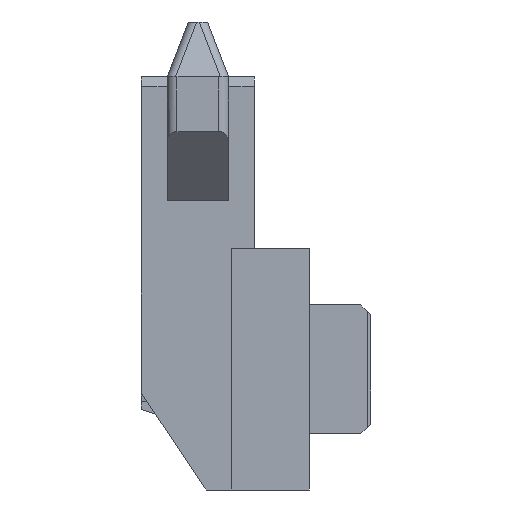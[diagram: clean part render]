
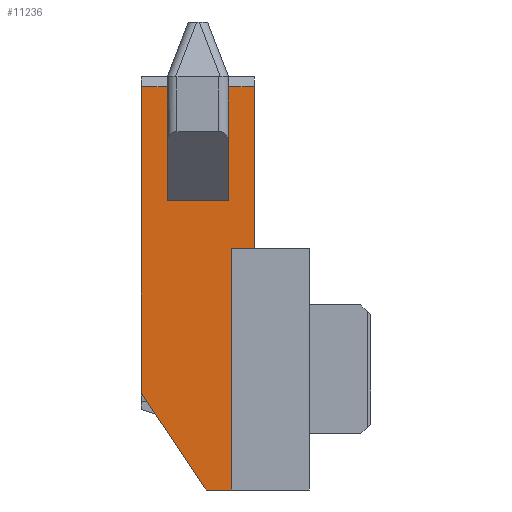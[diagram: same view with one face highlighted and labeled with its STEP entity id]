
A CAD part, left-side view. The second image highlights one B-rep face of the part: STEP entity #11236.
In plain terms, the highlighted planar face has unit normal (-1, 0, 0).
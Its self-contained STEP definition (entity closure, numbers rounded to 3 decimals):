
#880=DIRECTION('',(0.,-1.,0.));
#881=VECTOR('',#880,0.8);
#882=CARTESIAN_POINT('',(-18.095,1.75,-0.3));
#883=LINE('',#882,#881);
#884=DIRECTION('',(0.,0.,-1.));
#885=VECTOR('',#884,3.519);
#886=CARTESIAN_POINT('',(-18.095,0.95,-0.3));
#887=LINE('',#886,#885);
#888=DIRECTION('',(0.,1.,0.));
#889=VECTOR('',#888,1.9);
#890=CARTESIAN_POINT('',(-18.095,-0.95,-3.819));
#891=LINE('',#890,#889);
#892=DIRECTION('',(0.,0.,-1.));
#893=VECTOR('',#892,3.519);
#894=CARTESIAN_POINT('',(-18.095,-0.95,-0.3));
#895=LINE('',#894,#893);
#896=DIRECTION('',(0.,-1.,0.));
#897=VECTOR('',#896,0.8);
#898=CARTESIAN_POINT('',(-18.095,-0.95,-0.3));
#899=LINE('',#898,#897);
#900=DIRECTION('',(0.,0.,-1.));
#901=VECTOR('',#900,5.03);
#902=CARTESIAN_POINT('',(-18.095,-1.75,-0.3));
#903=LINE('',#902,#901);
#904=DIRECTION('',(0.,1.,0.));
#905=VECTOR('',#904,0.7);
#906=CARTESIAN_POINT('',(-18.095,-1.75,-5.33));
#907=LINE('',#906,#905);
#908=DIRECTION('',(0.,0.,1.));
#909=VECTOR('',#908,7.48);
#910=CARTESIAN_POINT('',(-18.095,-1.05,-12.81));
#911=LINE('',#910,#909);
#912=DIRECTION('',(0.,1.,0.));
#913=VECTOR('',#912,0.8);
#914=CARTESIAN_POINT('',(-18.095,-1.05,-12.81));
#915=LINE('',#914,#913);
#916=DIRECTION('',(0.,-0.555,-0.832));
#917=VECTOR('',#916,3.606);
#918=CARTESIAN_POINT('',(-18.095,1.75,-9.81));
#919=LINE('',#918,#917);
#920=DIRECTION('',(0.,0.,1.));
#921=VECTOR('',#920,9.51);
#922=CARTESIAN_POINT('',(-18.095,1.75,-9.81));
#923=LINE('',#922,#921);
#8066=CARTESIAN_POINT('',(-18.095,-0.95,-3.819));
#8067=CARTESIAN_POINT('',(-18.095,0.95,-3.819));
#8068=VERTEX_POINT('',#8066);
#8069=VERTEX_POINT('',#8067);
#8106=CARTESIAN_POINT('',(-18.095,1.75,-9.81));
#8107=CARTESIAN_POINT('',(-18.095,-0.25,-12.81));
#8108=VERTEX_POINT('',#8106);
#8109=VERTEX_POINT('',#8107);
#8148=CARTESIAN_POINT('',(-18.095,-1.05,-12.81));
#8149=VERTEX_POINT('',#8148);
#8152=CARTESIAN_POINT('',(-18.095,-1.05,-5.33));
#8153=VERTEX_POINT('',#8152);
#8318=CARTESIAN_POINT('',(-18.095,1.75,-0.3));
#8319=CARTESIAN_POINT('',(-18.095,0.95,-0.3));
#8320=VERTEX_POINT('',#8318);
#8321=VERTEX_POINT('',#8319);
#8327=CARTESIAN_POINT('',(-18.095,-1.75,-0.3));
#8329=VERTEX_POINT('',#8327);
#8330=CARTESIAN_POINT('',(-18.095,-0.95,-0.3));
#8331=VERTEX_POINT('',#8330);
#8336=CARTESIAN_POINT('',(-18.095,-1.75,-5.33));
#8337=VERTEX_POINT('',#8336);
#11209=CARTESIAN_POINT('',(-18.095,1.75,0.));
#11210=DIRECTION('',(-1.,0.,0.));
#11211=DIRECTION('',(0.,-1.,0.));
#11212=AXIS2_PLACEMENT_3D('',#11209,#11210,#11211);
#11213=PLANE('',#11212);
#11215=ORIENTED_EDGE('',*,*,#11214,.T.);
#11217=ORIENTED_EDGE('',*,*,#11216,.T.);
#11219=ORIENTED_EDGE('',*,*,#11218,.F.);
#11221=ORIENTED_EDGE('',*,*,#11220,.F.);
#11223=ORIENTED_EDGE('',*,*,#11222,.T.);
#11225=ORIENTED_EDGE('',*,*,#11224,.T.);
#11227=ORIENTED_EDGE('',*,*,#11226,.T.);
#11229=ORIENTED_EDGE('',*,*,#11228,.F.);
#11231=ORIENTED_EDGE('',*,*,#11230,.T.);
#11232=ORIENTED_EDGE('',*,*,#11200,.F.);
#11233=ORIENTED_EDGE('',*,*,#10670,.T.);
#11234=EDGE_LOOP('',(#11215,#11217,#11219,#11221,#11223,#11225,#11227,#11229,
#11231,#11232,#11233));
#11235=FACE_OUTER_BOUND('',#11234,.F.);
#10670=EDGE_CURVE('',#8108,#8320,#923,.T.);
#11200=EDGE_CURVE('',#8108,#8109,#919,.T.);
#11214=EDGE_CURVE('',#8320,#8321,#883,.T.);
#11216=EDGE_CURVE('',#8321,#8069,#887,.T.);
#11218=EDGE_CURVE('',#8068,#8069,#891,.T.);
#11220=EDGE_CURVE('',#8331,#8068,#895,.T.);
#11222=EDGE_CURVE('',#8331,#8329,#899,.T.);
#11224=EDGE_CURVE('',#8329,#8337,#903,.T.);
#11226=EDGE_CURVE('',#8337,#8153,#907,.T.);
#11228=EDGE_CURVE('',#8149,#8153,#911,.T.);
#11230=EDGE_CURVE('',#8149,#8109,#915,.T.);
#11236=ADVANCED_FACE('',(#11235),#11213,.T.);
